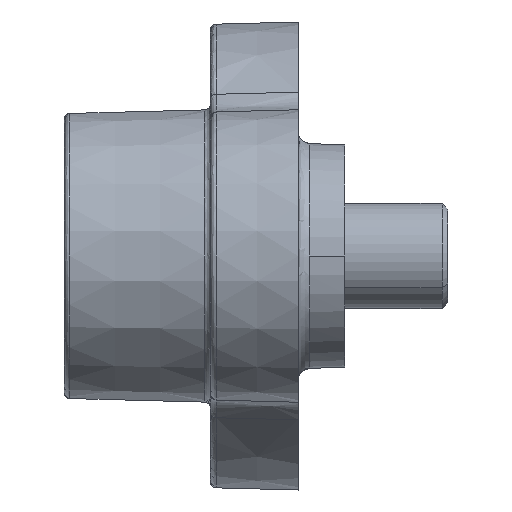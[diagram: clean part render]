
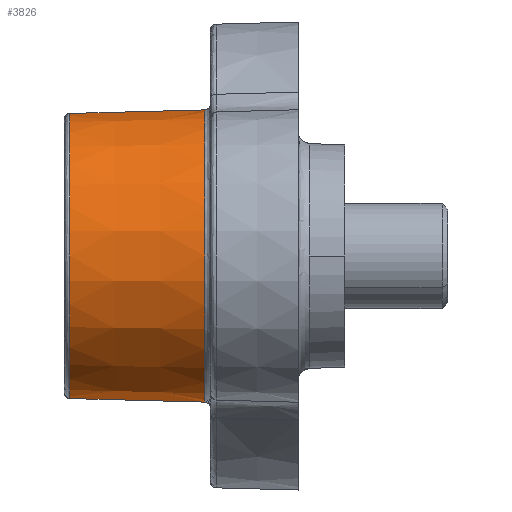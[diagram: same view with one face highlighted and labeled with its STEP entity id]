
A CAD part, left-side view. The second image highlights one B-rep face of the part: STEP entity #3826.
In plain terms, the highlighted conical face has half-angle 1.5 degrees and reference radius 2.497 mm.
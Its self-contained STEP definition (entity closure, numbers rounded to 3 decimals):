
#115 = DIRECTION ( 'NONE',  ( 0., -1., -0.026 ) ) ;
#244 = ORIENTED_EDGE ( 'NONE', *, *, #3443, .T. ) ;
#391 = EDGE_CURVE ( 'NONE', #2248, #6354, #2523, .T. ) ;
#438 = DIRECTION ( 'NONE',  ( 0., -1., 0.026 ) ) ;
#488 = AXIS2_PLACEMENT_3D ( 'NONE', #578, #1162, #5782 ) ;
#544 = DIRECTION ( 'NONE',  ( 0., 0., -1. ) ) ;
#578 = CARTESIAN_POINT ( 'NONE',  ( 0., 3.903, 0. ) ) ;
#692 = AXIS2_PLACEMENT_3D ( 'NONE', #2889, #4901, #844 ) ;
#844 = DIRECTION ( 'NONE',  ( 0., 0., -1. ) ) ;
#900 = VERTEX_POINT ( 'NONE', #6212 ) ;
#1100 = VECTOR ( 'NONE', #115, 1000. ) ;
#1162 = DIRECTION ( 'NONE',  ( 0., -1., 0. ) ) ;
#1842 = CARTESIAN_POINT ( 'NONE',  ( 0., 1.5, 2.5 ) ) ;
#1890 = ORIENTED_EDGE ( 'NONE', *, *, #5856, .T. ) ;
#2044 = EDGE_LOOP ( 'NONE', ( #1890, #244, #2241, #2669 ) ) ;
#2241 = ORIENTED_EDGE ( 'NONE', *, *, #391, .F. ) ;
#2248 = VERTEX_POINT ( 'NONE', #4418 ) ;
#2460 = AXIS2_PLACEMENT_3D ( 'NONE', #5230, #3215, #544 ) ;
#2523 = LINE ( 'NONE', #1842, #2715 ) ;
#2669 = ORIENTED_EDGE ( 'NONE', *, *, #3334, .T. ) ;
#2715 = VECTOR ( 'NONE', #438, 1000. ) ;
#2888 = CIRCLE ( 'NONE', #488, 2.437 ) ;
#2889 = CARTESIAN_POINT ( 'NONE',  ( 0., 1.597, 0. ) ) ;
#3209 = LINE ( 'NONE', #4210, #1100 ) ;
#3215 = DIRECTION ( 'NONE',  ( 0., 1., 0. ) ) ;
#3334 = EDGE_CURVE ( 'NONE', #2248, #5629, #2888, .T. ) ;
#3443 = EDGE_CURVE ( 'NONE', #900, #6354, #5846, .T. ) ;
#3578 = CARTESIAN_POINT ( 'NONE',  ( 0., 3.903, -2.437 ) ) ;
#3826 = ADVANCED_FACE ( 'NONE', ( #3832 ), #5963, .T. ) ;
#3832 = FACE_OUTER_BOUND ( 'NONE', #2044, .T. ) ;
#4210 = CARTESIAN_POINT ( 'NONE',  ( 0., -499000., -13069.314 ) ) ;
#4418 = CARTESIAN_POINT ( 'NONE',  ( 0., 3.903, 2.437 ) ) ;
#4901 = DIRECTION ( 'NONE',  ( 0., -1., 0. ) ) ;
#5000 = CARTESIAN_POINT ( 'NONE',  ( 0., 1.597, 2.497 ) ) ;
#5230 = CARTESIAN_POINT ( 'NONE',  ( 0., 1.597, 0. ) ) ;
#5629 = VERTEX_POINT ( 'NONE', #3578 ) ;
#5782 = DIRECTION ( 'NONE',  ( 0., 0., -1. ) ) ;
#5846 = CIRCLE ( 'NONE', #2460, 2.497 ) ;
#5856 = EDGE_CURVE ( 'NONE', #5629, #900, #3209, .T. ) ;
#5963 = CONICAL_SURFACE ( 'NONE', #692, 2.497, 0.026 ) ;
#6212 = CARTESIAN_POINT ( 'NONE',  ( 0., 1.597, -2.497 ) ) ;
#6354 = VERTEX_POINT ( 'NONE', #5000 ) ;
